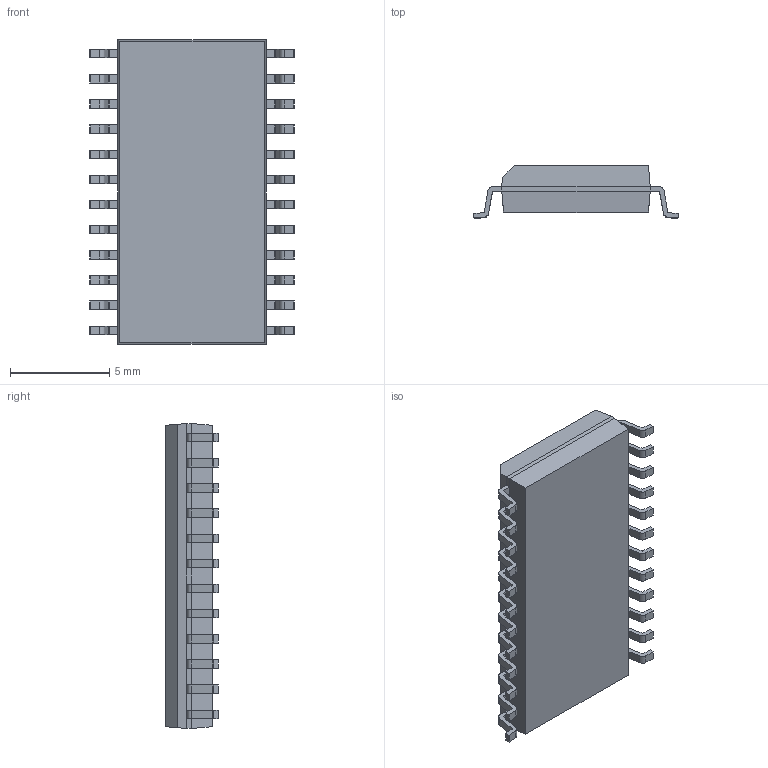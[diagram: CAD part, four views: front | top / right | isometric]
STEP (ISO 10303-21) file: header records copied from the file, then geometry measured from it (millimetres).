
FILE_DESCRIPTION (( 'STEP AP214' ), '1' );
FILE_NAME ('SOT137-1.STEP', '2020-09-17T06:53:43', ( '' ), ( '' ), 'SwSTEP 2.0', 'SolidWorks 2017', '' );
FILE_SCHEMA (( 'AUTOMOTIVE_DESIGN' ));
Length unit declared in the file: millimetre
Products named in the file (1): SOT137-1
Bounding box: 10.32 x 2.65 x 15.4 mm (x, y, z)
Volume: 269.8 mm3; surface area: 406.6 mm2
Topology: 25 solids, 25 shells, 353 faces, 901 edges, 598 vertices
Faces by surface type: plane 256, cylinder 97
Entity records: 10875 total; most frequent: CARTESIAN_POINT 1859, ORIENTED_EDGE 1802, DIRECTION 1801, EDGE_CURVE 901, LINE 705, VECTOR 705, VERTEX_POINT 598, AXIS2_PLACEMENT_3D 548
